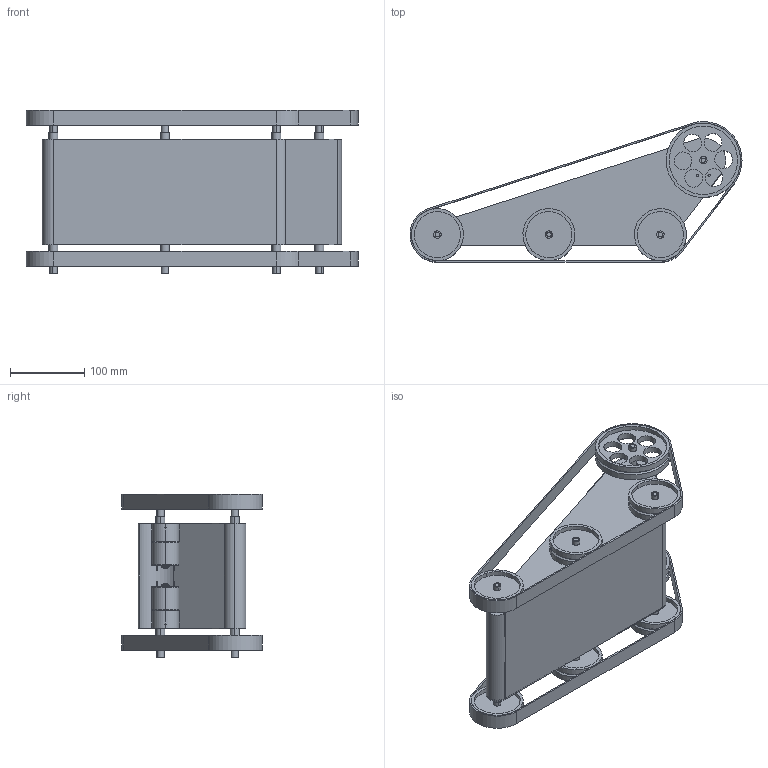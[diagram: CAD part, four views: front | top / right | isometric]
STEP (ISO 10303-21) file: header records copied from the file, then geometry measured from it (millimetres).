
FILE_DESCRIPTION (( 'STEP AP214' ), '1' );
FILE_NAME ('final tank assembly.STEP', '2025-07-05T18:46:42', ( '' ), ( '' ), 'SwSTEP 2.0', 'SolidWorks 2024', '' );
FILE_SCHEMA (( 'AUTOMOTIVE_DESIGN' ));
Length unit declared in the file: millimetre
Products named in the file (9): Belt1-3^final 4 wheel assembly; wheel 10; wheel 7; final tank assembly; 12v johnson motor; curved chassis 2; final 4 wheel assembly; triwheel shaft; thrust bearing id 6 od 12
Assembly tree (28 placements, depth 3):
  final tank assembly
    curved chassis 2
    final 4 wheel assembly  x2
      wheel 10
      wheel 7
      Belt1-3^final 4 wheel assembly
    triwheel shaft  x6
    thrust bearing id 6 od 12  x12
    12v johnson motor  x2
Bounding box: 446.65 x 189 x 220 mm (x, y, z)
Volume: 715334 mm3; surface area: 555335.2 mm2
Topology: 31 solids, 33 shells, 564 faces, 1250 edges, 812 vertices
Faces by surface type: cylinder 334, plane 182, cone 32, torus 16
Entity records: 7259 total; most frequent: DIRECTION 1358, CARTESIAN_POINT 1154, ORIENTED_EDGE 1084, AXIS2_PLACEMENT_3D 558, EDGE_CURVE 542, VERTEX_POINT 354, EDGE_LOOP 314, CIRCLE 300
